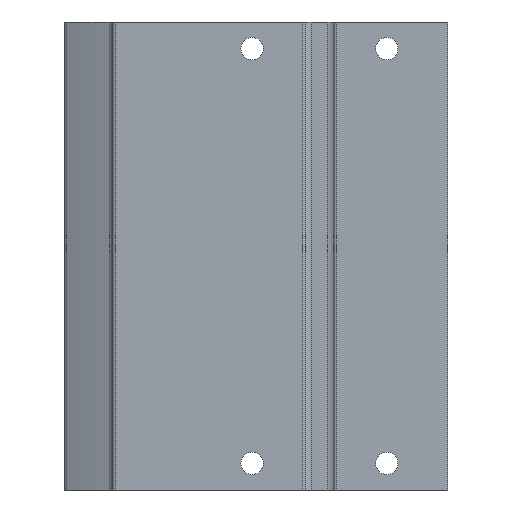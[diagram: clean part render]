
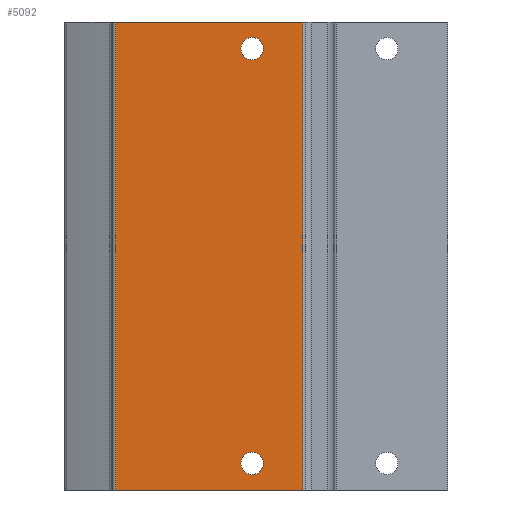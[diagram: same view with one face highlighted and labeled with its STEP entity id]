
A CAD part, front view. The second image highlights one B-rep face of the part: STEP entity #5092.
In plain terms, the highlighted planar face has unit normal (0, -1, 0).
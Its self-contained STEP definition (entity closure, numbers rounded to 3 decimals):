
#179=PLANE('',#5512);
#361=CIRCLE('',#5513,3.15);
#362=CIRCLE('',#5514,3.15);
#707=ORIENTED_EDGE('',*,*,#2069,.F.);
#708=ORIENTED_EDGE('',*,*,#2070,.F.);
#709=ORIENTED_EDGE('',*,*,#2071,.F.);
#710=ORIENTED_EDGE('',*,*,#2068,.F.);
#711=ORIENTED_EDGE('',*,*,#2072,.T.);
#712=ORIENTED_EDGE('',*,*,#2073,.T.);
#2068=EDGE_CURVE('',#2746,#2745,#3241,.T.);
#2069=EDGE_CURVE('',#2747,#2747,#361,.T.);
#2070=EDGE_CURVE('',#2748,#2748,#362,.T.);
#2071=EDGE_CURVE('',#2745,#2749,#3242,.T.);
#2072=EDGE_CURVE('',#2746,#2750,#3243,.T.);
#2073=EDGE_CURVE('',#2750,#2749,#3244,.T.);
#2745=VERTEX_POINT('',#7962);
#2746=VERTEX_POINT('',#7964);
#2747=VERTEX_POINT('',#7968);
#2748=VERTEX_POINT('',#7970);
#2749=VERTEX_POINT('',#7972);
#2750=VERTEX_POINT('',#7974);
#3241=LINE('',#7965,#3612);
#3242=LINE('',#7971,#3613);
#3243=LINE('',#7973,#3614);
#3244=LINE('',#7975,#3615);
#3612=VECTOR('',#6184,1000.);
#3613=VECTOR('',#6191,1000.);
#3614=VECTOR('',#6192,1000.);
#3615=VECTOR('',#6193,1000.);
#3988=EDGE_LOOP('',(#707));
#3989=EDGE_LOOP('',(#708));
#3990=EDGE_LOOP('',(#709,#710,#711,#712));
#4493=FACE_BOUND('',#3988,.T.);
#4494=FACE_BOUND('',#3989,.T.);
#4495=FACE_BOUND('',#3990,.T.);
#5092=ADVANCED_FACE('',(#4493,#4494,#4495),#179,.T.);
#5512=AXIS2_PLACEMENT_3D('',#7966,#6185,#6186);
#5513=AXIS2_PLACEMENT_3D('',#7967,#6187,#6188);
#5514=AXIS2_PLACEMENT_3D('',#7969,#6189,#6190);
#6184=DIRECTION('',(0.,0.,1.));
#6185=DIRECTION('',(0.,-1.,0.));
#6186=DIRECTION('',(0.,0.,-1.));
#6187=DIRECTION('',(0.,-1.,0.));
#6188=DIRECTION('',(0.,0.,-1.));
#6189=DIRECTION('',(0.,-1.,0.));
#6190=DIRECTION('',(0.,0.,-1.));
#6191=DIRECTION('',(1.,0.,0.));
#6192=DIRECTION('',(1.,0.,0.));
#6193=DIRECTION('',(0.,0.,1.));
#7962=CARTESIAN_POINT('',(-57.5,0.,0.));
#7964=CARTESIAN_POINT('',(-57.5,0.,-132.));
#7965=CARTESIAN_POINT('',(-57.5,0.,-132.));
#7966=CARTESIAN_POINT('',(-57.5,0.,-132.));
#7967=CARTESIAN_POINT('',(-19.,0.,-124.5));
#7968=CARTESIAN_POINT('',(-19.,0.,-127.65));
#7969=CARTESIAN_POINT('',(-19.,0.,-7.5));
#7970=CARTESIAN_POINT('',(-19.,0.,-10.65));
#7971=CARTESIAN_POINT('',(-57.5,0.,0.));
#7972=CARTESIAN_POINT('',(-4.7,0.,0.));
#7973=CARTESIAN_POINT('',(-57.5,0.,-132.));
#7974=CARTESIAN_POINT('',(-4.7,0.,-132.));
#7975=CARTESIAN_POINT('',(-4.7,0.,-132.));
